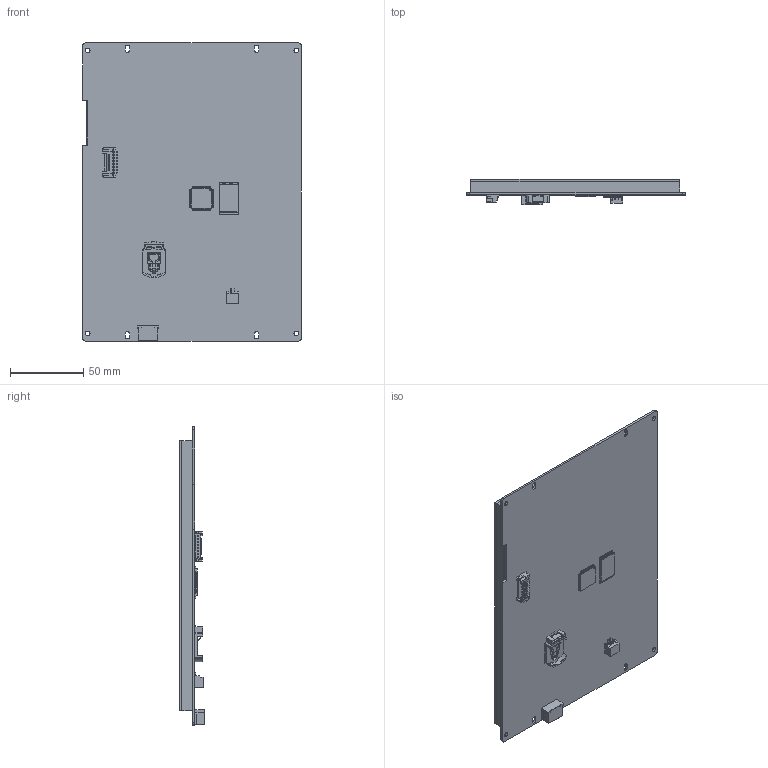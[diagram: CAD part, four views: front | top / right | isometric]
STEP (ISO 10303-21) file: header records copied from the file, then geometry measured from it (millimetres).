
FILE_DESCRIPTION(/* description */ (''),/* implementation_level */ '2;1');
FILE_NAME(/* name */ 'P80600V80C_T30.stp',/* time_stamp */ '2021-09-24T15:54:36-03:00',/* author */ ('Reservaa'),/* organization */ (''),/* preprocessor_version */ 'ST-DEVELOPER v18.1',/* originating_system */ 'Autodesk Inventor 2022',/* authorisation */ '');
FILE_SCHEMA (('AUTOMOTIVE_DESIGN { 1 0 10303 214 3 1 1 }'));
Length unit declared in the file: millimetre
Products named in the file (13): Display P80600V80C_T30 Rev1; Placa; Tela; Vidro da tela; core 18,3x12,3; TQFP 64 14x14mm 0_8mm pitch; CI06; 60488; 60488_01; 60488_02; 60488_03; Componente de Audio TERMINAR; USB connector menor
Assembly tree (12 placements, depth 3):
  Display P80600V80C_T30 Rev1
    Placa
    Tela
    Vidro da tela
    core 18,3x12,3
    TQFP 64 14x14mm 0_8mm pitch
    CI06
    60488
      60488_01
      60488_02
      60488_03
    Componente de Audio TERMINAR
    USB connector menor
Bounding box: 148.8 x 17 x 203 mm (x, y, z)
Volume: 270659.7 mm3; surface area: 177058.9 mm2
Topology: 11 solids, 11 shells, 1879 faces, 5035 edges, 3188 vertices
Faces by surface type: plane 1512, cylinder 363, bspline 4
Full cylindrical faces by diameter (mm): 0.7 x1, 3.2 x4
Entity records: 60061 total; most frequent: CARTESIAN_POINT 10466, ORIENTED_EDGE 10070, DIRECTION 9603, EDGE_CURVE 5035, LINE 4251, VECTOR 4251, VERTEX_POINT 3188, AXIS2_PLACEMENT_3D 2676
